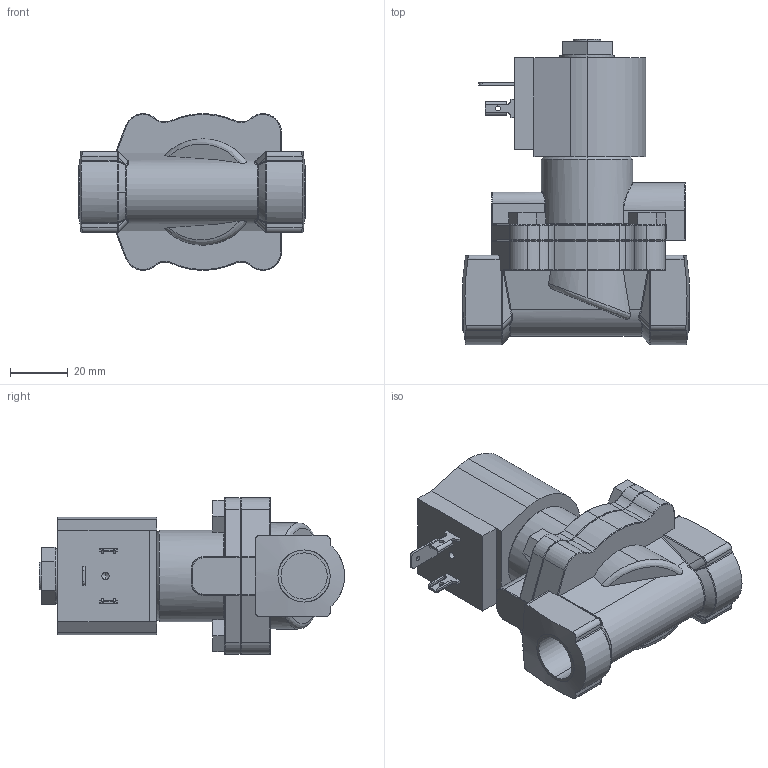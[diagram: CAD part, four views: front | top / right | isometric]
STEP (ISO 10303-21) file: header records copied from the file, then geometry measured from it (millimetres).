
FILE_DESCRIPTION (( 'STEP AP203' ), '1' );
FILE_NAME ('S211YH02K4DG1.step', '2025-12-15T20:43:03', ( '' ), ( '' ), 'SwSTEP 2.0', 'SolidWorks 2024', '' );
FILE_SCHEMA (( 'CONFIG_CONTROL_DESIGN' ));
Length unit declared in the file: inch
Products named in the file (1): S211YH02K4DG1
Bounding box: 78.17 x 105.56 x 54.13 mm (x, y, z)
Volume: 168560 mm3; surface area: 28277.5 mm2
Topology: 1 solids, 1 shells, 447 faces, 1078 edges, 637 vertices
Faces by surface type: plane 159, cylinder 149, torus 79, bspline 43, sphere 10, cone 7
Entity records: 15953 total; most frequent: CARTESIAN_POINT 5843, ORIENTED_EDGE 2136, DIRECTION 2085, EDGE_CURVE 1068, AXIS2_PLACEMENT_3D 800, VERTEX_POINT 635, VECTOR 485, LINE 485
